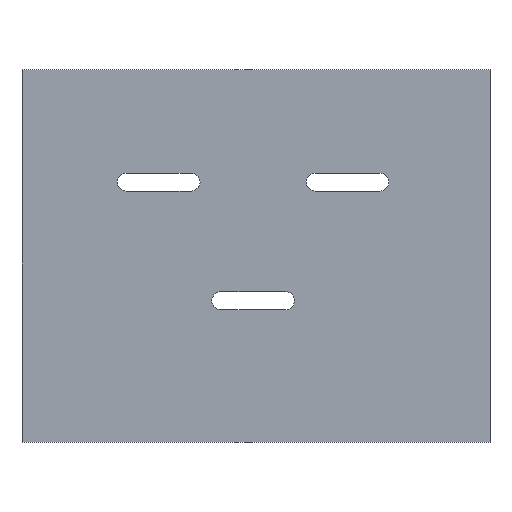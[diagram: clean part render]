
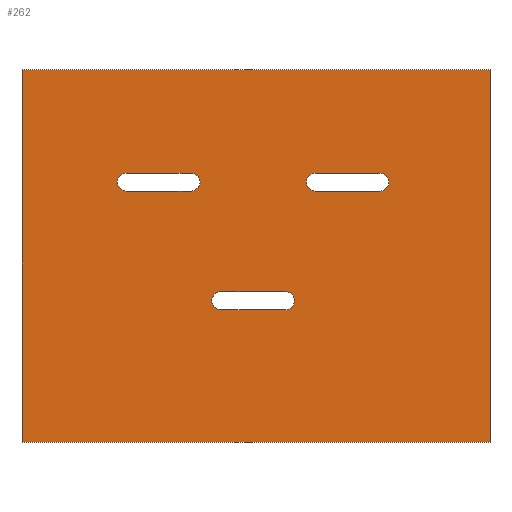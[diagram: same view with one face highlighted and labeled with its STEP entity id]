
A CAD part, top view. The second image highlights one B-rep face of the part: STEP entity #262.
In plain terms, the highlighted planar face has unit normal (0, 0, 1).
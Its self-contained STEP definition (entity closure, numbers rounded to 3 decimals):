
#42 = VERTEX_POINT('',#43);
#43 = CARTESIAN_POINT('',(155.69,-99.02,1.51));
#49 = EDGE_CURVE('',#42,#50,#52,.T.);
#50 = VERTEX_POINT('',#51);
#51 = CARTESIAN_POINT('',(121.74,-99.02,1.51));
#52 = LINE('',#53,#54);
#53 = CARTESIAN_POINT('',(155.69,-99.02,1.51));
#54 = VECTOR('',#55,1.);
#55 = DIRECTION('',(-1.,0.,0.));
#82 = VERTEX_POINT('',#83);
#83 = CARTESIAN_POINT('',(155.69,-71.97,1.51));
#89 = EDGE_CURVE('',#82,#42,#90,.T.);
#90 = LINE('',#91,#92);
#91 = CARTESIAN_POINT('',(155.69,-71.97,1.51));
#92 = VECTOR('',#93,1.);
#93 = DIRECTION('',(0.,-1.,0.));
#111 = EDGE_CURVE('',#50,#112,#114,.T.);
#112 = VERTEX_POINT('',#113);
#113 = CARTESIAN_POINT('',(121.74,-71.97,1.51));
#114 = LINE('',#115,#116);
#115 = CARTESIAN_POINT('',(121.74,-99.02,1.51));
#116 = VECTOR('',#117,1.);
#117 = DIRECTION('',(0.,1.,0.));
#262 = ADVANCED_FACE('',(#263,#274,#310,#346),#382,.T.);
#263 = FACE_BOUND('',#264,.T.);
#264 = EDGE_LOOP('',(#265,#266,#267,#273));
#265 = ORIENTED_EDGE('',*,*,#49,.F.);
#266 = ORIENTED_EDGE('',*,*,#89,.F.);
#267 = ORIENTED_EDGE('',*,*,#268,.F.);
#268 = EDGE_CURVE('',#112,#82,#269,.T.);
#269 = LINE('',#270,#271);
#270 = CARTESIAN_POINT('',(121.74,-71.97,1.51));
#271 = VECTOR('',#272,1.);
#272 = DIRECTION('',(1.,0.,0.));
#273 = ORIENTED_EDGE('',*,*,#111,.F.);
#274 = FACE_BOUND('',#275,.T.);
#275 = EDGE_LOOP('',(#276,#287,#295,#304));
#276 = ORIENTED_EDGE('',*,*,#277,.T.);
#277 = EDGE_CURVE('',#278,#280,#282,.T.);
#278 = VERTEX_POINT('',#279);
#279 = CARTESIAN_POINT('',(136.16,-89.39,1.51));
#280 = VERTEX_POINT('',#281);
#281 = CARTESIAN_POINT('',(136.16,-88.09,1.51));
#282 = CIRCLE('',#283,0.65);
#283 = AXIS2_PLACEMENT_3D('',#284,#285,#286);
#284 = CARTESIAN_POINT('',(136.16,-88.74,1.51));
#285 = DIRECTION('',(0.,-0.,-1.));
#286 = DIRECTION('',(0.,1.,-0.));
#287 = ORIENTED_EDGE('',*,*,#288,.T.);
#288 = EDGE_CURVE('',#280,#289,#291,.T.);
#289 = VERTEX_POINT('',#290);
#290 = CARTESIAN_POINT('',(140.86,-88.09,1.51));
#291 = LINE('',#292,#293);
#292 = CARTESIAN_POINT('',(70.43,-88.09,1.51));
#293 = VECTOR('',#294,1.);
#294 = DIRECTION('',(1.,0.,-0.));
#295 = ORIENTED_EDGE('',*,*,#296,.T.);
#296 = EDGE_CURVE('',#289,#297,#299,.T.);
#297 = VERTEX_POINT('',#298);
#298 = CARTESIAN_POINT('',(140.86,-89.39,1.51));
#299 = CIRCLE('',#300,0.65);
#300 = AXIS2_PLACEMENT_3D('',#301,#302,#303);
#301 = CARTESIAN_POINT('',(140.86,-88.74,1.51));
#302 = DIRECTION('',(-0.,0.,-1.));
#303 = DIRECTION('',(0.,-1.,-0.));
#304 = ORIENTED_EDGE('',*,*,#305,.T.);
#305 = EDGE_CURVE('',#297,#278,#306,.T.);
#306 = LINE('',#307,#308);
#307 = CARTESIAN_POINT('',(68.08,-89.39,1.51));
#308 = VECTOR('',#309,1.);
#309 = DIRECTION('',(-1.,0.,0.));
#310 = FACE_BOUND('',#311,.T.);
#311 = EDGE_LOOP('',(#312,#323,#331,#340));
#312 = ORIENTED_EDGE('',*,*,#313,.T.);
#313 = EDGE_CURVE('',#314,#316,#318,.T.);
#314 = VERTEX_POINT('',#315);
#315 = CARTESIAN_POINT('',(129.31,-80.785,1.51));
#316 = VERTEX_POINT('',#317);
#317 = CARTESIAN_POINT('',(129.31,-79.485,1.51));
#318 = CIRCLE('',#319,0.65);
#319 = AXIS2_PLACEMENT_3D('',#320,#321,#322);
#320 = CARTESIAN_POINT('',(129.31,-80.135,1.51));
#321 = DIRECTION('',(-0.,0.,-1.));
#322 = DIRECTION('',(0.,1.,0.));
#323 = ORIENTED_EDGE('',*,*,#324,.T.);
#324 = EDGE_CURVE('',#316,#325,#327,.T.);
#325 = VERTEX_POINT('',#326);
#326 = CARTESIAN_POINT('',(134.01,-79.485,1.51));
#327 = LINE('',#328,#329);
#328 = CARTESIAN_POINT('',(67.005,-79.485,1.51));
#329 = VECTOR('',#330,1.);
#330 = DIRECTION('',(1.,0.,-0.));
#331 = ORIENTED_EDGE('',*,*,#332,.T.);
#332 = EDGE_CURVE('',#325,#333,#335,.T.);
#333 = VERTEX_POINT('',#334);
#334 = CARTESIAN_POINT('',(134.01,-80.785,1.51));
#335 = CIRCLE('',#336,0.65);
#336 = AXIS2_PLACEMENT_3D('',#337,#338,#339);
#337 = CARTESIAN_POINT('',(134.01,-80.135,1.51));
#338 = DIRECTION('',(-0.,0.,-1.));
#339 = DIRECTION('',(-0.,-1.,0.));
#340 = ORIENTED_EDGE('',*,*,#341,.T.);
#341 = EDGE_CURVE('',#333,#314,#342,.T.);
#342 = LINE('',#343,#344);
#343 = CARTESIAN_POINT('',(64.655,-80.785,1.51));
#344 = VECTOR('',#345,1.);
#345 = DIRECTION('',(-1.,0.,0.));
#346 = FACE_BOUND('',#347,.T.);
#347 = EDGE_LOOP('',(#348,#359,#367,#376));
#348 = ORIENTED_EDGE('',*,*,#349,.T.);
#349 = EDGE_CURVE('',#350,#352,#354,.T.);
#350 = VERTEX_POINT('',#351);
#351 = CARTESIAN_POINT('',(143.01,-80.785,1.51));
#352 = VERTEX_POINT('',#353);
#353 = CARTESIAN_POINT('',(143.01,-79.485,1.51));
#354 = CIRCLE('',#355,0.65);
#355 = AXIS2_PLACEMENT_3D('',#356,#357,#358);
#356 = CARTESIAN_POINT('',(143.01,-80.135,1.51));
#357 = DIRECTION('',(-0.,0.,-1.));
#358 = DIRECTION('',(0.,1.,0.));
#359 = ORIENTED_EDGE('',*,*,#360,.T.);
#360 = EDGE_CURVE('',#352,#361,#363,.T.);
#361 = VERTEX_POINT('',#362);
#362 = CARTESIAN_POINT('',(147.71,-79.485,1.51));
#363 = LINE('',#364,#365);
#364 = CARTESIAN_POINT('',(73.855,-79.485,1.51));
#365 = VECTOR('',#366,1.);
#366 = DIRECTION('',(1.,0.,-0.));
#367 = ORIENTED_EDGE('',*,*,#368,.T.);
#368 = EDGE_CURVE('',#361,#369,#371,.T.);
#369 = VERTEX_POINT('',#370);
#370 = CARTESIAN_POINT('',(147.71,-80.785,1.51));
#371 = CIRCLE('',#372,0.65);
#372 = AXIS2_PLACEMENT_3D('',#373,#374,#375);
#373 = CARTESIAN_POINT('',(147.71,-80.135,1.51));
#374 = DIRECTION('',(-0.,0.,-1.));
#375 = DIRECTION('',(0.,-1.,0.));
#376 = ORIENTED_EDGE('',*,*,#377,.T.);
#377 = EDGE_CURVE('',#369,#350,#378,.T.);
#378 = LINE('',#379,#380);
#379 = CARTESIAN_POINT('',(71.505,-80.785,1.51));
#380 = VECTOR('',#381,1.);
#381 = DIRECTION('',(-1.,0.,0.));
#382 = PLANE('',#383);
#383 = AXIS2_PLACEMENT_3D('',#384,#385,#386);
#384 = CARTESIAN_POINT('',(0.,0.,1.51));
#385 = DIRECTION('',(0.,0.,1.));
#386 = DIRECTION('',(1.,0.,-0.));
